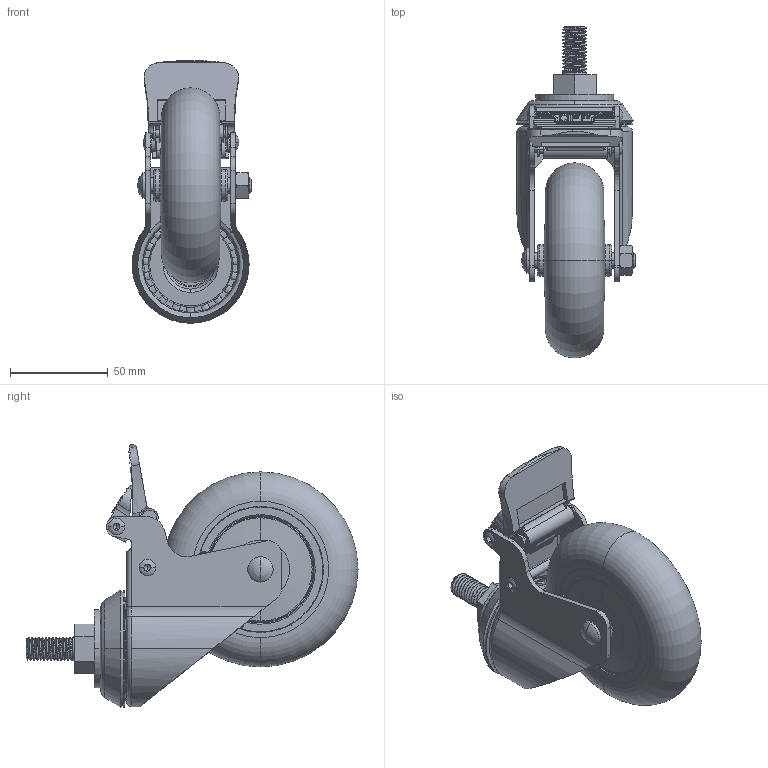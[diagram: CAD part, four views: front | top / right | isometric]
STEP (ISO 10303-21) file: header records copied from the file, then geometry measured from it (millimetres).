
FILE_DESCRIPTION (( 'STEP AP203' ), '1' );
FILE_NAME ('ACLU-100SSB.STEP', '2015-09-18T05:48:09', ( 'WON SINCHUL' ), ( 'Hewlett-Packard Company' ), 'SwSTEP 2.0', 'SolidWorks 2015', '' );
FILE_SCHEMA (( 'CONFIG_CONTROL_DESIGN' ));
Length unit declared in the file: millimetre
Products named in the file (1): ACLU-100SSB
Bounding box: 61.4 x 170.21 x 134.65 mm (x, y, z)
Volume: 277787.6 mm3; surface area: 131426.3 mm2
Topology: 20 solids, 20 shells, 1667 faces, 4598 edges, 3022 vertices
Faces by surface type: plane 893, cylinder 467, bspline 198, cone 65, torus 44
Entity records: 71585 total; most frequent: CARTESIAN_POINT 31270, ORIENTED_EDGE 9174, DIRECTION 7430, EDGE_CURVE 4587, VERTEX_POINT 3022, AXIS2_PLACEMENT_3D 2528, VECTOR 2374, LINE 2374
